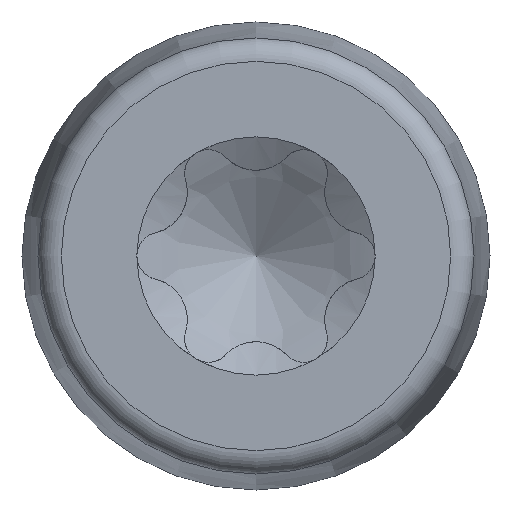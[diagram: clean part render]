
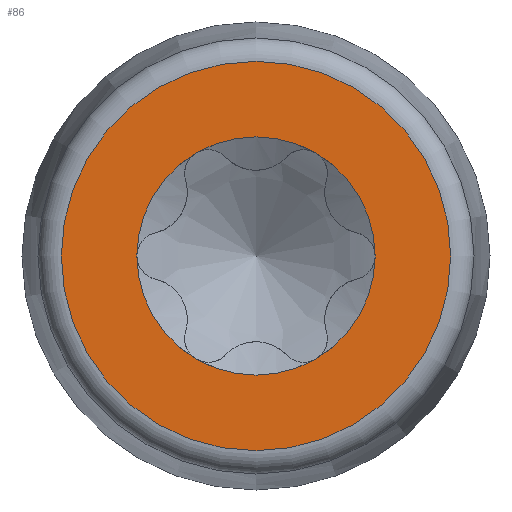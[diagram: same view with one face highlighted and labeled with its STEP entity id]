
A CAD part, left-side view. The second image highlights one B-rep face of the part: STEP entity #86.
In plain terms, the highlighted planar face has unit normal (-1, 0, 0).
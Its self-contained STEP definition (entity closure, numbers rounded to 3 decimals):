
#86 = ADVANCED_FACE( '', ( #175, #176 ), #177, .F. );
#175 = FACE_OUTER_BOUND( '', #267, .T. );
#176 = FACE_BOUND( '', #268, .T. );
#177 = PLANE( '', #269 );
#267 = EDGE_LOOP( '', ( #440 ) );
#268 = EDGE_LOOP( '', ( #441, #442, #443, #444, #445, #446 ) );
#269 = AXIS2_PLACEMENT_3D( '', #447, #448, #449 );
#440 = ORIENTED_EDGE( '', *, *, #577, .F. );
#441 = ORIENTED_EDGE( '', *, *, #546, .T. );
#442 = ORIENTED_EDGE( '', *, *, #528, .T. );
#443 = ORIENTED_EDGE( '', *, *, #537, .T. );
#444 = ORIENTED_EDGE( '', *, *, #572, .T. );
#445 = ORIENTED_EDGE( '', *, *, #525, .T. );
#446 = ORIENTED_EDGE( '', *, *, #535, .T. );
#447 = CARTESIAN_POINT( '', ( -2.4, 0., 0. ) );
#448 = DIRECTION( '', ( 1., 0., 0. ) );
#449 = DIRECTION( '', ( 0., 0., -1. ) );
#525 = EDGE_CURVE( '', #618, #594, #619, .T. );
#528 = EDGE_CURVE( '', #622, #623, #624, .T. );
#535 = EDGE_CURVE( '', #594, #633, #635, .T. );
#537 = EDGE_CURVE( '', #623, #637, #638, .T. );
#546 = EDGE_CURVE( '', #633, #622, #649, .T. );
#572 = EDGE_CURVE( '', #637, #618, #686, .T. );
#577 = EDGE_CURVE( '', #692, #692, #693, .T. );
#594 = VERTEX_POINT( '', #711 );
#618 = VERTEX_POINT( '', #784 );
#619 = CIRCLE( '', #785, 1.4 );
#622 = VERTEX_POINT( '', #793 );
#623 = VERTEX_POINT( '', #794 );
#624 = CIRCLE( '', #795, 1.4 );
#633 = VERTEX_POINT( '', #832 );
#635 = CIRCLE( '', #839, 1.4 );
#637 = VERTEX_POINT( '', #841 );
#638 = CIRCLE( '', #842, 1.4 );
#649 = CIRCLE( '', #873, 1.4 );
#686 = CIRCLE( '', #999, 1.4 );
#692 = VERTEX_POINT( '', #1015 );
#693 = CIRCLE( '', #1016, 2.288 );
#711 = CARTESIAN_POINT( '', ( -2.4, -0.7, 1.212 ) );
#784 = CARTESIAN_POINT( '', ( -2.4, 0.7, 1.212 ) );
#785 = AXIS2_PLACEMENT_3D( '', #1066, #1067, #1068 );
#793 = CARTESIAN_POINT( '', ( -2.4, -0.7, -1.212 ) );
#794 = CARTESIAN_POINT( '', ( -2.4, 0.7, -1.212 ) );
#795 = AXIS2_PLACEMENT_3D( '', #1069, #1070, #1071 );
#832 = CARTESIAN_POINT( '', ( -2.4, -1.4, 0. ) );
#839 = AXIS2_PLACEMENT_3D( '', #1072, #1073, #1074 );
#841 = CARTESIAN_POINT( '', ( -2.4, 1.4, 0. ) );
#842 = AXIS2_PLACEMENT_3D( '', #1075, #1076, #1077 );
#873 = AXIS2_PLACEMENT_3D( '', #1082, #1083, #1084 );
#999 = AXIS2_PLACEMENT_3D( '', #1094, #1095, #1096 );
#1015 = CARTESIAN_POINT( '', ( -2.4, 0., -2.288 ) );
#1016 = AXIS2_PLACEMENT_3D( '', #1098, #1099, #1100 );
#1066 = CARTESIAN_POINT( '', ( -2.4, 0., 0. ) );
#1067 = DIRECTION( '', ( 1., 0., 0. ) );
#1068 = DIRECTION( '', ( 0., 1., 0. ) );
#1069 = CARTESIAN_POINT( '', ( -2.4, 0., 0. ) );
#1070 = DIRECTION( '', ( 1., 0., 0. ) );
#1071 = DIRECTION( '', ( 0., 1., 0. ) );
#1072 = CARTESIAN_POINT( '', ( -2.4, 0., 0. ) );
#1073 = DIRECTION( '', ( 1., 0., 0. ) );
#1074 = DIRECTION( '', ( 0., 1., 0. ) );
#1075 = CARTESIAN_POINT( '', ( -2.4, 0., 0. ) );
#1076 = DIRECTION( '', ( 1., 0., 0. ) );
#1077 = DIRECTION( '', ( 0., 1., 0. ) );
#1082 = CARTESIAN_POINT( '', ( -2.4, 0., 0. ) );
#1083 = DIRECTION( '', ( 1., 0., 0. ) );
#1084 = DIRECTION( '', ( 0., 1., 0. ) );
#1094 = CARTESIAN_POINT( '', ( -2.4, 0., 0. ) );
#1095 = DIRECTION( '', ( 1., 0., 0. ) );
#1096 = DIRECTION( '', ( 0., 1., 0. ) );
#1098 = CARTESIAN_POINT( '', ( -2.4, 0., 0. ) );
#1099 = DIRECTION( '', ( 1., 0., 0. ) );
#1100 = DIRECTION( '', ( 0., 0., -1. ) );
